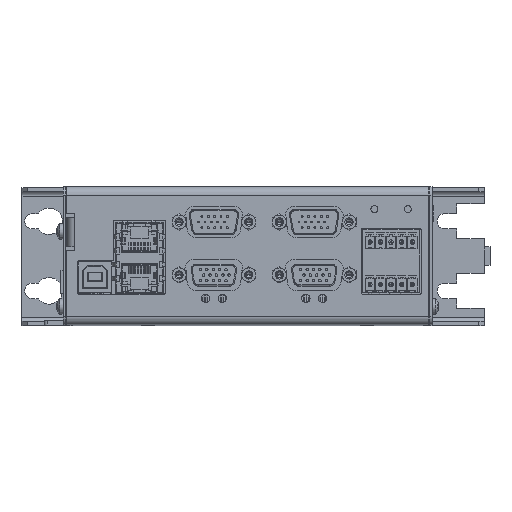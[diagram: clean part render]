
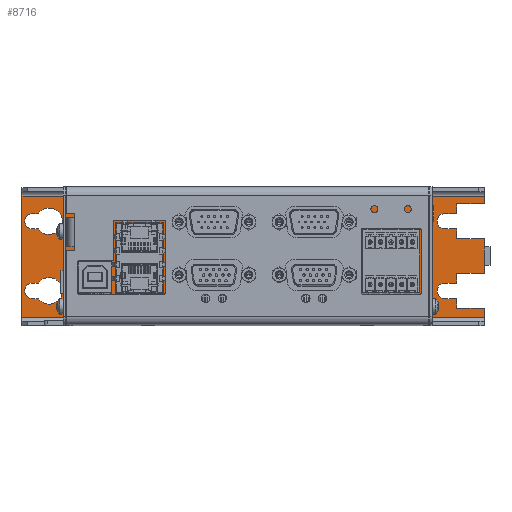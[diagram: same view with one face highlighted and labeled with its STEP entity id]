
A CAD part, top view. The second image highlights one B-rep face of the part: STEP entity #8716.
In plain terms, the highlighted planar face has unit normal (0, 0, 1).
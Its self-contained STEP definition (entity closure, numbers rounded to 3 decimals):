
#2871=CARTESIAN_POINT('',(70.75,36.,-89.5));
#2872=DIRECTION('',(0.,0.,1.));
#2873=DIRECTION('',(0.,1.,0.));
#2874=AXIS2_PLACEMENT_3D('',#2871,#2872,#2873);
#2876=DIRECTION('',(-1.,0.,0.));
#2877=VECTOR('',#2876,4.25);
#2878=CARTESIAN_POINT('',(75.,33.25,-89.5));
#2879=LINE('',#2878,#2877);
#2880=DIRECTION('',(0.,1.,0.));
#2881=VECTOR('',#2880,3.5);
#2882=CARTESIAN_POINT('',(75.,29.75,-89.5));
#2883=LINE('',#2882,#2881);
#2884=DIRECTION('',(-1.,0.,0.));
#2885=VECTOR('',#2884,10.);
#2886=CARTESIAN_POINT('',(85.,29.75,-89.5));
#2887=LINE('',#2886,#2885);
#2888=DIRECTION('',(-1.,0.,0.));
#2889=VECTOR('',#2888,10.);
#2890=CARTESIAN_POINT('',(85.,17.25,-89.5));
#2891=LINE('',#2890,#2889);
#2892=DIRECTION('',(0.,1.,0.));
#2893=VECTOR('',#2892,3.5);
#2894=CARTESIAN_POINT('',(75.,13.75,-89.5));
#2895=LINE('',#2894,#2893);
#2896=DIRECTION('',(1.,0.,0.));
#2897=VECTOR('',#2896,4.25);
#2898=CARTESIAN_POINT('',(70.75,13.75,-89.5));
#2899=LINE('',#2898,#2897);
#2900=CARTESIAN_POINT('',(70.75,11.,-89.5));
#2901=DIRECTION('',(0.,0.,1.));
#2902=DIRECTION('',(0.,1.,0.));
#2903=AXIS2_PLACEMENT_3D('',#2900,#2901,#2902);
#2905=DIRECTION('',(-1.,0.,0.));
#2906=VECTOR('',#2905,4.25);
#2907=CARTESIAN_POINT('',(75.,8.25,-89.5));
#2908=LINE('',#2907,#2906);
#2909=DIRECTION('',(0.,1.,0.));
#2910=VECTOR('',#2909,3.5);
#2911=CARTESIAN_POINT('',(75.,4.75,-89.5));
#2912=LINE('',#2911,#2910);
#2913=DIRECTION('',(-1.,0.,0.));
#2914=VECTOR('',#2913,10.);
#2915=CARTESIAN_POINT('',(85.,4.75,-89.5));
#2916=LINE('',#2915,#2914);
#2917=DIRECTION('',(1.,0.,0.));
#2918=VECTOR('',#2917,166.);
#2919=CARTESIAN_POINT('',(-81.,1.5,-89.5));
#2920=LINE('',#2919,#2918);
#2921=DIRECTION('',(0.,-1.,0.));
#2922=VECTOR('',#2921,1.644);
#2923=CARTESIAN_POINT('',(-7.5,45.,-89.5));
#2924=LINE('',#2923,#2922);
#2925=DIRECTION('',(-1.,0.,0.));
#2926=VECTOR('',#2925,15.);
#2927=CARTESIAN_POINT('',(7.5,43.356,-89.5));
#2928=LINE('',#2927,#2926);
#2929=DIRECTION('',(0.,-1.,0.));
#2930=VECTOR('',#2929,1.644);
#2931=CARTESIAN_POINT('',(7.5,45.,-89.5));
#2932=LINE('',#2931,#2930);
#2933=DIRECTION('',(-1.,0.,0.));
#2934=VECTOR('',#2933,10.);
#2935=CARTESIAN_POINT('',(85.,42.25,-89.5));
#2936=LINE('',#2935,#2934);
#2937=DIRECTION('',(0.,1.,0.));
#2938=VECTOR('',#2937,3.5);
#2939=CARTESIAN_POINT('',(75.,38.75,-89.5));
#2940=LINE('',#2939,#2938);
#2941=DIRECTION('',(1.,0.,0.));
#2942=VECTOR('',#2941,4.25);
#2943=CARTESIAN_POINT('',(70.75,38.75,-89.5));
#2944=LINE('',#2943,#2942);
#2945=CARTESIAN_POINT('',(-77.25,11.,-89.5));
#2946=DIRECTION('',(0.,0.,1.));
#2947=DIRECTION('',(0.,1.,0.));
#2948=AXIS2_PLACEMENT_3D('',#2945,#2946,#2947);
#2950=DIRECTION('',(-1.,0.,0.));
#2951=VECTOR('',#2950,2.127);
#2952=CARTESIAN_POINT('',(-75.123,8.25,-89.5));
#2953=LINE('',#2952,#2951);
#2954=CARTESIAN_POINT('',(-71.25,11.,-89.5));
#2955=DIRECTION('',(0.,0.,1.));
#2956=DIRECTION('',(-0.815,-0.579,0.));
#2957=AXIS2_PLACEMENT_3D('',#2954,#2955,#2956);
#2959=DIRECTION('',(1.,0.,0.));
#2960=VECTOR('',#2959,2.127);
#2961=CARTESIAN_POINT('',(-77.25,13.75,-89.5));
#2962=LINE('',#2961,#2960);
#2963=CARTESIAN_POINT('',(-77.25,36.,-89.5));
#2964=DIRECTION('',(0.,0.,1.));
#2965=DIRECTION('',(0.,1.,0.));
#2966=AXIS2_PLACEMENT_3D('',#2963,#2964,#2965);
#2968=DIRECTION('',(-1.,0.,0.));
#2969=VECTOR('',#2968,2.127);
#2970=CARTESIAN_POINT('',(-75.123,33.25,-89.5));
#2971=LINE('',#2970,#2969);
#2972=CARTESIAN_POINT('',(-71.25,36.,-89.5));
#2973=DIRECTION('',(0.,0.,1.));
#2974=DIRECTION('',(-0.815,-0.579,0.));
#2975=AXIS2_PLACEMENT_3D('',#2972,#2973,#2974);
#2977=DIRECTION('',(1.,0.,0.));
#2978=VECTOR('',#2977,2.127);
#2979=CARTESIAN_POINT('',(-77.25,38.75,-89.5));
#2980=LINE('',#2979,#2978);
#2997=DIRECTION('',(0.,1.,0.));
#2998=VECTOR('',#2997,2.75);
#2999=CARTESIAN_POINT('',(85.,42.25,-89.5));
#3000=LINE('',#2999,#2998);
#3046=DIRECTION('',(1.,0.,0.));
#3047=VECTOR('',#3046,77.5);
#3048=CARTESIAN_POINT('',(7.5,45.,-89.5));
#3049=LINE('',#3048,#3047);
#3055=DIRECTION('',(1.,0.,0.));
#3056=VECTOR('',#3055,73.5);
#3057=CARTESIAN_POINT('',(-81.,45.,-89.5));
#3058=LINE('',#3057,#3056);
#3185=DIRECTION('',(0.,1.,0.));
#3186=VECTOR('',#3185,3.);
#3187=CARTESIAN_POINT('',(85.,26.75,-89.5));
#3188=LINE('',#3187,#3186);
#3209=DIRECTION('',(0.,-1.,0.));
#3210=VECTOR('',#3209,6.5);
#3211=CARTESIAN_POINT('',(85.,26.75,-89.5));
#3212=LINE('',#3211,#3210);
#3241=DIRECTION('',(0.,1.,0.));
#3242=VECTOR('',#3241,3.);
#3243=CARTESIAN_POINT('',(85.,17.25,-89.5));
#3244=LINE('',#3243,#3242);
#3293=DIRECTION('',(0.,1.,0.));
#3294=VECTOR('',#3293,3.25);
#3295=CARTESIAN_POINT('',(85.,1.5,-89.5));
#3296=LINE('',#3295,#3294);
#3313=DIRECTION('',(0.,1.,0.));
#3314=VECTOR('',#3313,43.5);
#3315=CARTESIAN_POINT('',(-81.,1.5,-89.5));
#3316=LINE('',#3315,#3314);
#3633=CARTESIAN_POINT('',(-81.,1.5,-89.5));
#3634=CARTESIAN_POINT('',(-81.,45.,-89.5));
#3635=VERTEX_POINT('',#3633);
#3636=VERTEX_POINT('',#3634);
#3659=CARTESIAN_POINT('',(85.,1.5,-89.5));
#3660=VERTEX_POINT('',#3659);
#3661=CARTESIAN_POINT('',(85.,45.,-89.5));
#3663=VERTEX_POINT('',#3661);
#3865=CARTESIAN_POINT('',(7.5,45.,-89.5));
#3866=CARTESIAN_POINT('',(7.5,43.356,-89.5));
#3867=VERTEX_POINT('',#3865);
#3868=VERTEX_POINT('',#3866);
#3869=CARTESIAN_POINT('',(-7.5,43.356,-89.5));
#3870=VERTEX_POINT('',#3869);
#3871=CARTESIAN_POINT('',(-7.5,45.,-89.5));
#3872=VERTEX_POINT('',#3871);
#4445=CARTESIAN_POINT('',(70.75,13.75,-89.5));
#4446=CARTESIAN_POINT('',(70.75,8.25,-89.5));
#4447=VERTEX_POINT('',#4445);
#4448=VERTEX_POINT('',#4446);
#4449=CARTESIAN_POINT('',(75.,13.75,-89.5));
#4450=VERTEX_POINT('',#4449);
#4451=CARTESIAN_POINT('',(75.,17.25,-89.5));
#4452=VERTEX_POINT('',#4451);
#4453=CARTESIAN_POINT('',(85.,17.25,-89.5));
#4454=VERTEX_POINT('',#4453);
#4455=CARTESIAN_POINT('',(85.,4.75,-89.5));
#4456=CARTESIAN_POINT('',(75.,4.75,-89.5));
#4457=VERTEX_POINT('',#4455);
#4458=VERTEX_POINT('',#4456);
#4459=CARTESIAN_POINT('',(75.,8.25,-89.5));
#4460=VERTEX_POINT('',#4459);
#4477=CARTESIAN_POINT('',(70.75,38.75,-89.5));
#4478=CARTESIAN_POINT('',(70.75,33.25,-89.5));
#4479=VERTEX_POINT('',#4477);
#4480=VERTEX_POINT('',#4478);
#4481=CARTESIAN_POINT('',(75.,38.75,-89.5));
#4482=VERTEX_POINT('',#4481);
#4483=CARTESIAN_POINT('',(75.,42.25,-89.5));
#4484=VERTEX_POINT('',#4483);
#4485=CARTESIAN_POINT('',(85.,42.25,-89.5));
#4486=VERTEX_POINT('',#4485);
#4487=CARTESIAN_POINT('',(85.,29.75,-89.5));
#4488=CARTESIAN_POINT('',(75.,29.75,-89.5));
#4489=VERTEX_POINT('',#4487);
#4490=VERTEX_POINT('',#4488);
#4491=CARTESIAN_POINT('',(75.,33.25,-89.5));
#4492=VERTEX_POINT('',#4491);
#4509=CARTESIAN_POINT('',(85.,26.75,-89.5));
#4510=VERTEX_POINT('',#4509);
#4511=CARTESIAN_POINT('',(85.,20.25,-89.5));
#4512=VERTEX_POINT('',#4511);
#4525=CARTESIAN_POINT('',(-77.25,13.75,-89.5));
#4526=CARTESIAN_POINT('',(-77.25,8.25,-89.5));
#4527=VERTEX_POINT('',#4525);
#4528=VERTEX_POINT('',#4526);
#4529=CARTESIAN_POINT('',(-75.123,13.75,-89.5));
#4530=VERTEX_POINT('',#4529);
#4531=CARTESIAN_POINT('',(-75.123,8.25,-89.5));
#4532=VERTEX_POINT('',#4531);
#4541=CARTESIAN_POINT('',(-77.25,38.75,-89.5));
#4542=CARTESIAN_POINT('',(-77.25,33.25,-89.5));
#4543=VERTEX_POINT('',#4541);
#4544=VERTEX_POINT('',#4542);
#4545=CARTESIAN_POINT('',(-75.123,38.75,-89.5));
#4546=VERTEX_POINT('',#4545);
#4547=CARTESIAN_POINT('',(-75.123,33.25,-89.5));
#4548=VERTEX_POINT('',#4547);
#8638=CARTESIAN_POINT('',(-81.,1.5,-89.5));
#8639=DIRECTION('',(0.,0.,-1.));
#8640=DIRECTION('',(0.,1.,0.));
#8641=AXIS2_PLACEMENT_3D('',#8638,#8639,#8640);
#8642=PLANE('',#8641);
#8644=ORIENTED_EDGE('',*,*,#8643,.T.);
#8646=ORIENTED_EDGE('',*,*,#8645,.F.);
#8648=ORIENTED_EDGE('',*,*,#8647,.F.);
#8650=ORIENTED_EDGE('',*,*,#8649,.F.);
#8652=ORIENTED_EDGE('',*,*,#8651,.F.);
#8654=ORIENTED_EDGE('',*,*,#8653,.T.);
#8656=ORIENTED_EDGE('',*,*,#8655,.F.);
#8658=ORIENTED_EDGE('',*,*,#8657,.T.);
#8660=ORIENTED_EDGE('',*,*,#8659,.F.);
#8662=ORIENTED_EDGE('',*,*,#8661,.F.);
#8664=ORIENTED_EDGE('',*,*,#8663,.T.);
#8666=ORIENTED_EDGE('',*,*,#8665,.F.);
#8668=ORIENTED_EDGE('',*,*,#8667,.F.);
#8670=ORIENTED_EDGE('',*,*,#8669,.F.);
#8672=ORIENTED_EDGE('',*,*,#8671,.F.);
#8673=ORIENTED_EDGE('',*,*,#8631,.F.);
#8675=ORIENTED_EDGE('',*,*,#8674,.T.);
#8677=ORIENTED_EDGE('',*,*,#8676,.T.);
#8679=ORIENTED_EDGE('',*,*,#8678,.T.);
#8681=ORIENTED_EDGE('',*,*,#8680,.F.);
#8683=ORIENTED_EDGE('',*,*,#8682,.F.);
#8685=ORIENTED_EDGE('',*,*,#8684,.T.);
#8687=ORIENTED_EDGE('',*,*,#8686,.F.);
#8689=ORIENTED_EDGE('',*,*,#8688,.T.);
#8691=ORIENTED_EDGE('',*,*,#8690,.F.);
#8693=ORIENTED_EDGE('',*,*,#8692,.F.);
#8694=EDGE_LOOP('',(#8644,#8646,#8648,#8650,#8652,#8654,#8656,#8658,#8660,#8662,
#8664,#8666,#8668,#8670,#8672,#8673,#8675,#8677,#8679,#8681,#8683,#8685,#8687,
#8689,#8691,#8693));
#8695=FACE_OUTER_BOUND('',#8694,.F.);
#8697=ORIENTED_EDGE('',*,*,#8696,.T.);
#8699=ORIENTED_EDGE('',*,*,#8698,.F.);
#8701=ORIENTED_EDGE('',*,*,#8700,.T.);
#8703=ORIENTED_EDGE('',*,*,#8702,.F.);
#8704=EDGE_LOOP('',(#8697,#8699,#8701,#8703));
#8705=FACE_BOUND('',#8704,.F.);
#8707=ORIENTED_EDGE('',*,*,#8706,.T.);
#8709=ORIENTED_EDGE('',*,*,#8708,.F.);
#8711=ORIENTED_EDGE('',*,*,#8710,.T.);
#8713=ORIENTED_EDGE('',*,*,#8712,.F.);
#8714=EDGE_LOOP('',(#8707,#8709,#8711,#8713));
#8715=FACE_BOUND('',#8714,.F.);
#2875=CIRCLE('',#2874,2.75);
#2904=CIRCLE('',#2903,2.75);
#2949=CIRCLE('',#2948,2.75);
#2958=CIRCLE('',#2957,4.75);
#2967=CIRCLE('',#2966,2.75);
#2976=CIRCLE('',#2975,4.75);
#8631=EDGE_CURVE('',#3635,#3660,#2920,.T.);
#8643=EDGE_CURVE('',#4479,#4480,#2875,.T.);
#8645=EDGE_CURVE('',#4492,#4480,#2879,.T.);
#8647=EDGE_CURVE('',#4490,#4492,#2883,.T.);
#8649=EDGE_CURVE('',#4489,#4490,#2887,.T.);
#8651=EDGE_CURVE('',#4510,#4489,#3188,.T.);
#8653=EDGE_CURVE('',#4510,#4512,#3212,.T.);
#8655=EDGE_CURVE('',#4454,#4512,#3244,.T.);
#8657=EDGE_CURVE('',#4454,#4452,#2891,.T.);
#8659=EDGE_CURVE('',#4450,#4452,#2895,.T.);
#8661=EDGE_CURVE('',#4447,#4450,#2899,.T.);
#8663=EDGE_CURVE('',#4447,#4448,#2904,.T.);
#8665=EDGE_CURVE('',#4460,#4448,#2908,.T.);
#8667=EDGE_CURVE('',#4458,#4460,#2912,.T.);
#8669=EDGE_CURVE('',#4457,#4458,#2916,.T.);
#8671=EDGE_CURVE('',#3660,#4457,#3296,.T.);
#8674=EDGE_CURVE('',#3635,#3636,#3316,.T.);
#8676=EDGE_CURVE('',#3636,#3872,#3058,.T.);
#8678=EDGE_CURVE('',#3872,#3870,#2924,.T.);
#8680=EDGE_CURVE('',#3868,#3870,#2928,.T.);
#8682=EDGE_CURVE('',#3867,#3868,#2932,.T.);
#8684=EDGE_CURVE('',#3867,#3663,#3049,.T.);
#8686=EDGE_CURVE('',#4486,#3663,#3000,.T.);
#8688=EDGE_CURVE('',#4486,#4484,#2936,.T.);
#8690=EDGE_CURVE('',#4482,#4484,#2940,.T.);
#8692=EDGE_CURVE('',#4479,#4482,#2944,.T.);
#8696=EDGE_CURVE('',#4527,#4528,#2949,.T.);
#8698=EDGE_CURVE('',#4532,#4528,#2953,.T.);
#8700=EDGE_CURVE('',#4532,#4530,#2958,.T.);
#8702=EDGE_CURVE('',#4527,#4530,#2962,.T.);
#8706=EDGE_CURVE('',#4543,#4544,#2967,.T.);
#8708=EDGE_CURVE('',#4548,#4544,#2971,.T.);
#8710=EDGE_CURVE('',#4548,#4546,#2976,.T.);
#8712=EDGE_CURVE('',#4543,#4546,#2980,.T.);
#8716=ADVANCED_FACE('',(#8695,#8705,#8715),#8642,.F.);
